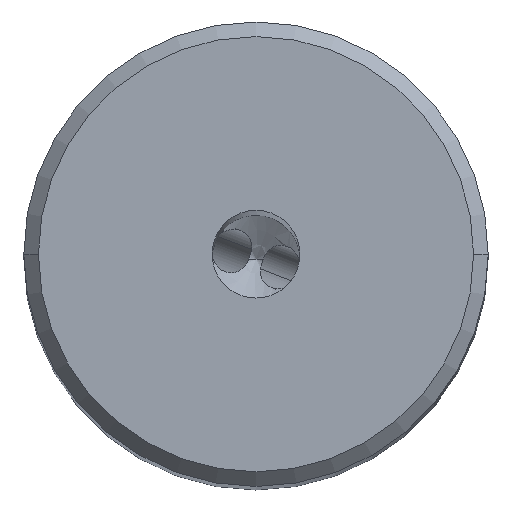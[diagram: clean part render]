
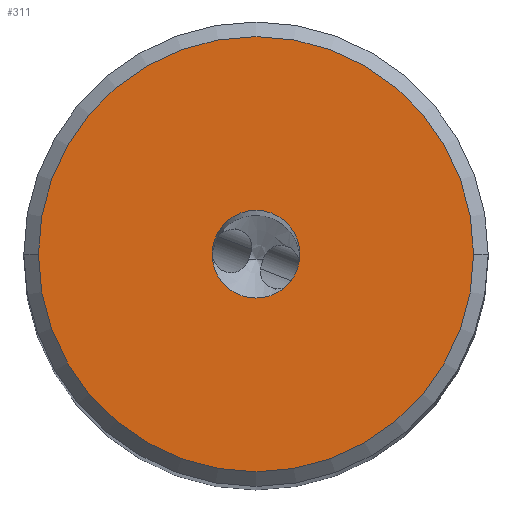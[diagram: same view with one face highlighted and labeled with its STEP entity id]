
A CAD part, top view. The second image highlights one B-rep face of the part: STEP entity #311.
In plain terms, the highlighted planar face has unit normal (0, 0, 1).
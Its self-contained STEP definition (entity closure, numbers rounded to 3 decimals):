
#80=FACE_BOUND('',#997,.T.);
#81=FACE_BOUND('',#998,.T.);
#192=PLANE('',#5738);
#311=ADVANCED_FACE('',(#80,#81),#192,.T.);
#997=EDGE_LOOP('',(#2676,#2677));
#998=EDGE_LOOP('',(#2678,#2679));
#1303=CIRCLE('',#5711,3.);
#1307=CIRCLE('',#5718,3.);
#1309=CIRCLE('',#5736,14.875);
#1310=CIRCLE('',#5737,14.875);
#2676=ORIENTED_EDGE('',*,*,#4679,.F.);
#2677=ORIENTED_EDGE('',*,*,#4680,.F.);
#2678=ORIENTED_EDGE('',*,*,#4637,.F.);
#2679=ORIENTED_EDGE('',*,*,#4650,.F.);
#3975=VERTEX_POINT('',#10338);
#3976=VERTEX_POINT('',#10340);
#4001=VERTEX_POINT('',#10930);
#4002=VERTEX_POINT('',#10931);
#4637=EDGE_CURVE('',#3975,#3976,#1303,.T.);
#4650=EDGE_CURVE('',#3976,#3975,#1307,.T.);
#4679=EDGE_CURVE('',#4001,#4002,#1309,.T.);
#4680=EDGE_CURVE('',#4002,#4001,#1310,.T.);
#5711=AXIS2_PLACEMENT_3D('',#10339,#6668,#6669);
#5718=AXIS2_PLACEMENT_3D('',#10573,#6685,#6686);
#5736=AXIS2_PLACEMENT_3D('',#10929,#6730,#6731);
#5737=AXIS2_PLACEMENT_3D('',#10932,#6732,#6733);
#5738=AXIS2_PLACEMENT_3D('',#10933,#6734,#6735);
#6668=DIRECTION('',(0.,0.,1.));
#6669=DIRECTION('',(1.,0.,0.));
#6685=DIRECTION('',(0.,0.,1.));
#6686=DIRECTION('',(-1.,0.,0.));
#6730=DIRECTION('',(0.,0.,-1.));
#6731=DIRECTION('',(-1.,0.,0.));
#6732=DIRECTION('',(0.,0.,-1.));
#6733=DIRECTION('',(1.,0.,0.));
#6734=DIRECTION('',(0.,0.,1.));
#6735=DIRECTION('',(1.,0.,0.));
#10338=CARTESIAN_POINT('',(3.,0.,0.));
#10339=CARTESIAN_POINT('',(0.,0.,0.));
#10340=CARTESIAN_POINT('',(-3.,0.,0.));
#10573=CARTESIAN_POINT('',(0.,0.,0.));
#10929=CARTESIAN_POINT('',(0.,0.,0.));
#10930=CARTESIAN_POINT('',(-14.875,0.,0.));
#10931=CARTESIAN_POINT('',(14.875,0.,0.));
#10932=CARTESIAN_POINT('',(0.,0.,0.));
#10933=CARTESIAN_POINT('',(0.,0.,0.));
